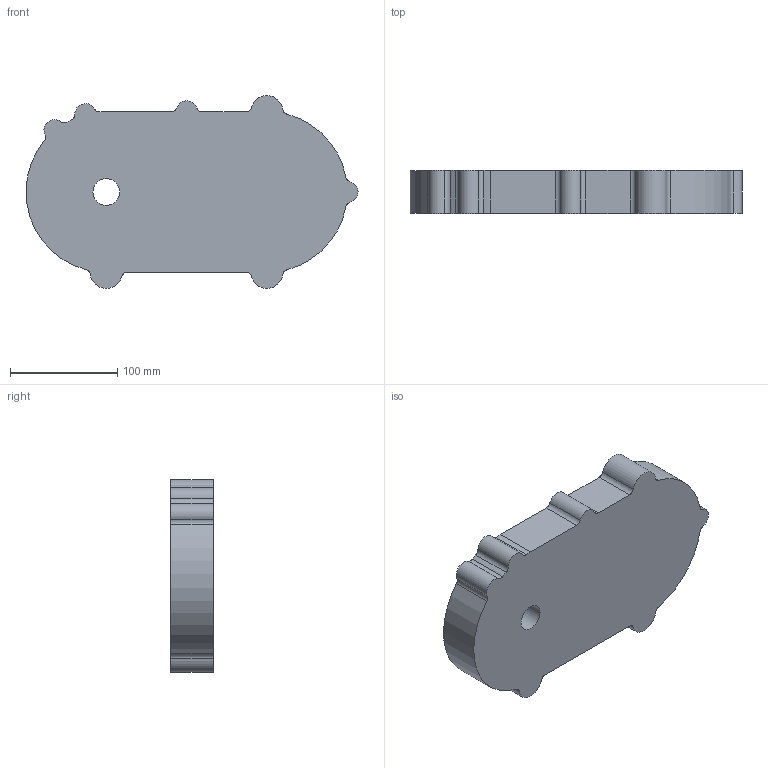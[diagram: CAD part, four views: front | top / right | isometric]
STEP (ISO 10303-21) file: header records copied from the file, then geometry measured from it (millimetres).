
FILE_DESCRIPTION(('CAx-IF Rec.Pracs.---Model Styling and Organization---1.5---2016-08-15','CAx-IF Rec.Pracs.---Geometric and Assembly Validation Properties---4.4---2016-08-17','CAx-IF Rec.Pracs.---User Defined Attributes---1.5---2016-08-15','CAx-IF Rec.Pracs.---External References---2.1---2005-01-19'),'2;1');
FILE_NAME('Fresamento_CAM1 v3.stp','2023-02-14T00:05:20',('Unspecified'),('Unspecified'),'CAD Exchanger 3.15.0 (cadexchanger.com)','Unspecified','');
FILE_SCHEMA(('AP242_MANAGED_MODEL_BASED_3D_ENGINEERING_MIM_LF { 1 0 10303 442 1 1 4 }'));
Length unit declared in the file: millimetre
Products named in the file (1): Fresamento_CAM1
Bounding box: 309.99 x 40 x 179.94 mm (x, y, z)
Volume: 1185495.3 mm3; surface area: 149965.6 mm2
Topology: 1 solids, 1 shells, 114 faces, 290 edges, 186 vertices
Faces by surface type: cylinder 64, plane 23, cone 14, torus 13
Full cylindrical faces by diameter (mm): 8.526 x4, 10 x3, 15 x3, 25 x1, 45 x1
Entity records: 3504 total; most frequent: DIRECTION 681, CARTESIAN_POINT 584, ORIENTED_EDGE 566, EDGE_CURVE 283, AXIS2_PLACEMENT_3D 283, VERTEX_POINT 186, CIRCLE 168, FACE_BOUND 131
